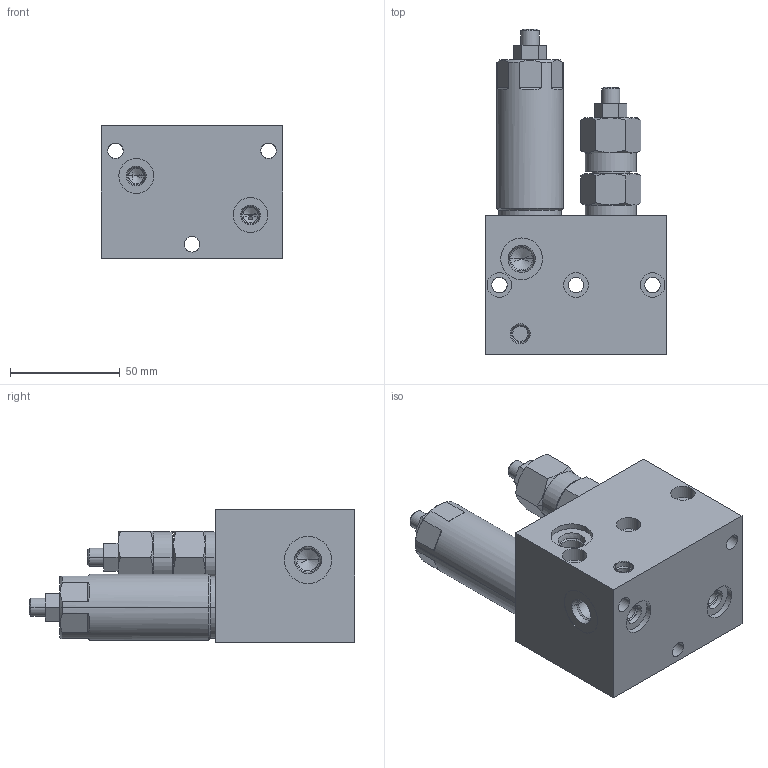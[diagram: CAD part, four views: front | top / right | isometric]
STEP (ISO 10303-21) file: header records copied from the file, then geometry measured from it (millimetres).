
FILE_DESCRIPTION((''),'2;1');
FILE_NAME('ILC70941004','2023-10-17T07:59:19',('Asawyer'),(''),'CREO PARAMETRIC BY PTC INC, 2021164','CREO PARAMETRIC BY PTC INC, 2021164','');
FILE_SCHEMA(('AUTOMOTIVE_DESIGN { 1 0 10303 214 1 1 1 1 }'));
Length unit declared in the file: inch
Products named in the file (1): ILC70941004
Bounding box: 82.55 x 148.46 x 60.33 mm (x, y, z)
Volume: 359844.8 mm3; surface area: 54765.4 mm2
Topology: 1 solids, 10 shells, 275 faces, 651 edges, 404 vertices
Faces by surface type: cylinder 112, plane 93, cone 70
Entity records: 13618 total; most frequent: CARTESIAN_POINT 3366, DIRECTION 1442, ORIENTED_EDGE 1246, PRESENTATION_STYLE_ASSIGNMENT 800, STYLED_ITEM 669, CURVE_STYLE 661, EDGE_CURVE 641, AXIS2_PLACEMENT_3D 563
